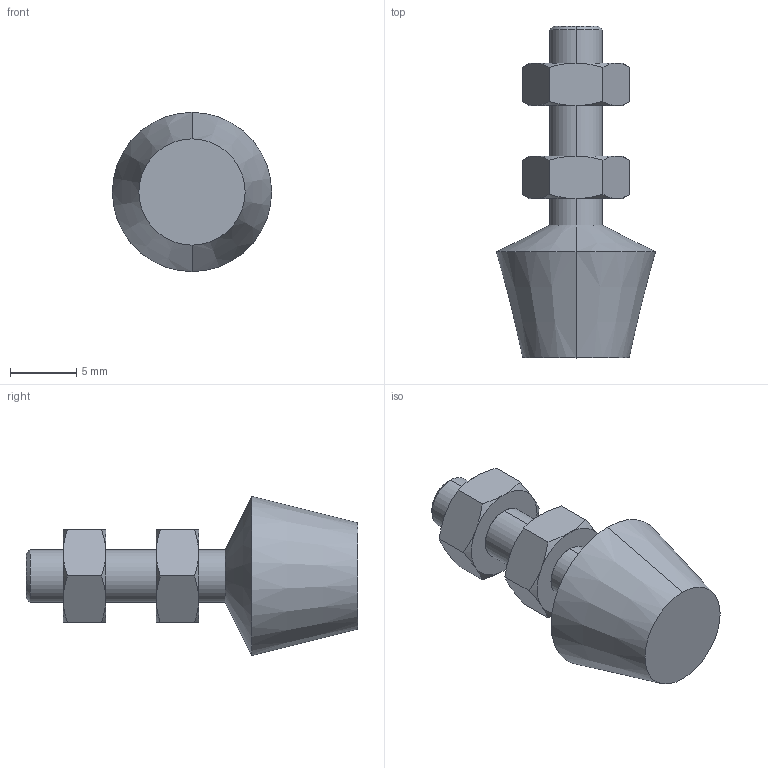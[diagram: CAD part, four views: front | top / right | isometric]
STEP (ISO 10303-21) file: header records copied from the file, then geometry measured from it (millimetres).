
FILE_DESCRIPTION (( 'STEP AP214' ), '1' );
FILE_NAME ('GH-FC-042507.STEP', '2022-11-22T09:02:50', ( '' ), ( '' ), 'SwSTEP 2.0', 'SolidWorks 2016', '' );
FILE_SCHEMA (( 'AUTOMOTIVE_DESIGN' ));
Length unit declared in the file: millimetre
Products named in the file (3): GH-FC-042507; GH-FC-042507_GH-FC-042507; hexagon nut_2_jis_JIS B 1181 Hexagon nut - Class 2 Finished M4 --N
Assembly tree (3 placements, depth 2):
  GH-FC-042507
    GH-FC-042507_GH-FC-042507
    hexagon nut_2_jis_JIS B 1181 Hexagon nut - Class 2 Finished M4 --N  x2
Bounding box: 12 x 25 x 12 mm (x, y, z)
Volume: 1146.8 mm3; surface area: 963.1 mm2
Topology: 3 solids, 3 shells, 66 faces, 138 edges, 78 vertices
Faces by surface type: cone 38, plane 18, cylinder 10
Entity records: 1215 total; most frequent: CARTESIAN_POINT 270, DIRECTION 174, ORIENTED_EDGE 156, EDGE_CURVE 78, AXIS2_PLACEMENT_3D 76, VERTEX_POINT 44, EDGE_LOOP 40, FACE_OUTER_BOUND 38
